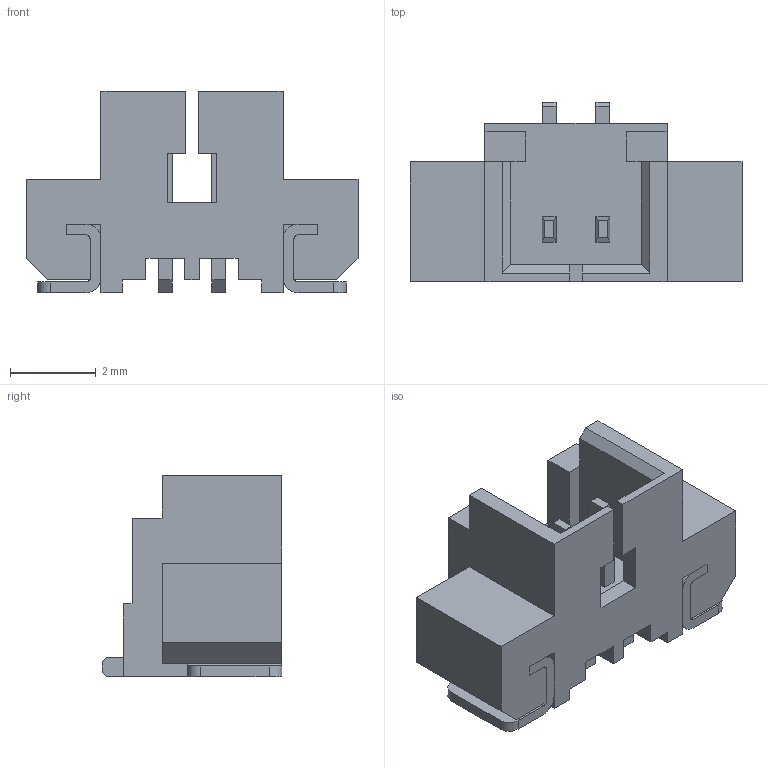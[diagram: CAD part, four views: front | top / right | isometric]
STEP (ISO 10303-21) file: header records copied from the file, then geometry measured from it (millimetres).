
FILE_DESCRIPTION(/* description */ ('model of Molex_PicoBlade_53398-0271_02x1.25mm_Straight.'),/* implementation_level */ FILE_NAME(/* name */ 'Molex_PicoBlade_53398-0271_02x1.25mm_Straight..stp',/* time_stamp */ '2017-02-22T17:10:24',/* author */ ('Rene Poeschl',''),/* organization */ (''),/* preprocessor_version */ '',/* originating_system */ '',/* authorisation */ '');
FILE_NAME(/* name */ 'Molex_PicoBlade_53398-0271_02x1.25mm_Straight..stp',/* time_stamp */ '2017-02-22T17:10:24',/* author */ ('Rene Poeschl',''),/* organization */ (''),/* preprocessor_version */ '',/* originating_system */ '',/* authorisation */ '');
FILE_SCHEMA(('AUTOMOTIVE_DESIGN_CC2 { 1 2 10303 214 -1 1 5 4 }'));
Length unit declared in the file: millimetre
Products named in the file (1): Molex_53398_0271
Bounding box: 7.75 x 4.2 x 4.7 mm (x, y, z)
Volume: 61.1 mm3; surface area: 199.8 mm2
Topology: 1 solids, 1 shells, 130 faces, 362 edges, 238 vertices
Faces by surface type: plane 118, cylinder 12
Entity records: 9728 total; most frequent: CARTESIAN_POINT 1585, DIRECTION 1321, LINE 988, VECTOR 988, ORIENTED_EDGE 724, PCURVE 724, DEFINITIONAL_REPRESENTATION 724, EDGE_CURVE 362
